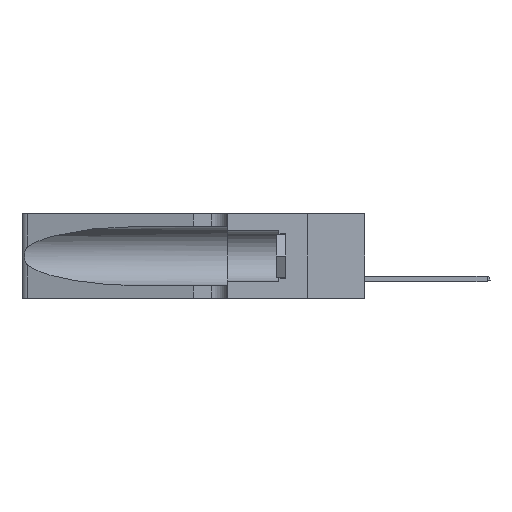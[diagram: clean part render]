
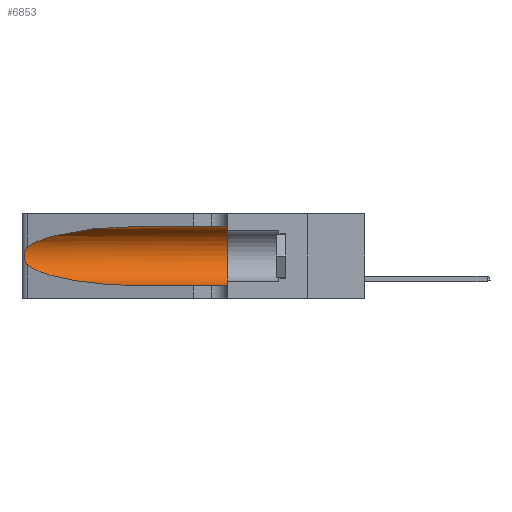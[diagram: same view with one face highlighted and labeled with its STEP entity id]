
A CAD part, left-side view. The second image highlights one B-rep face of the part: STEP entity #6853.
In plain terms, the highlighted cylindrical face has radius 3.308 mm (diameter 6.617 mm), a partial arc.
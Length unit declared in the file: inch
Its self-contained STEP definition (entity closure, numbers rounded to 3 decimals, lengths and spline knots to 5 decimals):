
#271 = DIRECTION ( 'NONE',  ( 0., 1., 0. ) ) ;
#580 = CARTESIAN_POINT ( 'NONE',  ( 0.1305, 0.72297, 0.05475 ) ) ;
#1175 = CARTESIAN_POINT ( 'NONE',  ( 0.25639, 1.23186, 0.15144 ) ) ;
#3105 = CARTESIAN_POINT ( 'NONE',  ( 0.25856, 1.23593, 0.16098 ) ) ;
#3302 = VERTEX_POINT ( 'NONE', #10170 ) ;
#3317 = CARTESIAN_POINT ( 'NONE',  ( 0.18966, 0.96281, 0.05475 ) ) ;
#3476 = AXIS2_PLACEMENT_3D ( 'NONE', #31157, #3558, #27409 ) ;
#3558 = DIRECTION ( 'NONE',  ( 0., -1., 0. ) ) ;
#3787 = DIRECTION ( 'NONE',  ( 0., -1., 0. ) ) ;
#3919 = CARTESIAN_POINT ( 'NONE',  ( 0.1305, 1.61858, 0.31525 ) ) ;
#4715 = EDGE_CURVE ( 'NONE', #9338, #7502, #25370, .T. ) ;
#4787 = CARTESIAN_POINT ( 'NONE',  ( 0.25787, 1.23484, 0.2124 ) ) ;
#5197 = CARTESIAN_POINT ( 'NONE',  ( 0.25639, 1.23184, 0.21858 ) ) ;
#5219 = EDGE_CURVE ( 'NONE', #3302, #20228, #6112, .T. ) ;
#5904 = CARTESIAN_POINT ( 'NONE',  ( 0.2373, 1.15595, 0.28018 ) ) ;
#6112 =( BOUNDED_CURVE ( )  B_SPLINE_CURVE ( 3, ( #21074, #20961, #5904, #30882 ),
 .UNSPECIFIED., .F., .T. ) 
 B_SPLINE_CURVE_WITH_KNOTS ( ( 4, 4 ),
 ( 1.5708, 2.84003 ),
 .UNSPECIFIED. ) 
 CURVE ( )  GEOMETRIC_REPRESENTATION_ITEM ( )  RATIONAL_B_SPLINE_CURVE ( ( 1., 0.87, 0.87, 1. ) ) 
 REPRESENTATION_ITEM ( '' )  );
#6181 = CARTESIAN_POINT ( 'NONE',  ( 0.1305, 1.61858, 0.05475 ) ) ;
#6523 = CARTESIAN_POINT ( 'NONE',  ( 0.1305, 0.35, 0.31525 ) ) ;
#6853 = ADVANCED_FACE ( 'NONE', ( #16460 ), #30242, .F. ) ;
#7502 = VERTEX_POINT ( 'NONE', #17396 ) ;
#7630 = CARTESIAN_POINT ( 'NONE',  ( 0.25555, 1.22994, 0.2215 ) ) ;
#7726 = CARTESIAN_POINT ( 'NONE',  ( 0.26075, 1.23896, 0.178 ) ) ;
#7830 = CARTESIAN_POINT ( 'NONE',  ( 0.26017, 1.23833, 0.17102 ) ) ;
#8569 = ORIENTED_EDGE ( 'NONE', *, *, #29202, .F. ) ;
#9338 = VERTEX_POINT ( 'NONE', #23937 ) ;
#9961 = CARTESIAN_POINT ( 'NONE',  ( 0.25854, 1.2359, 0.20912 ) ) ;
#10030 = ORIENTED_EDGE ( 'NONE', *, *, #19569, .T. ) ;
#10170 = CARTESIAN_POINT ( 'NONE',  ( 0.1305, 0.72297, 0.31525 ) ) ;
#10479 = CARTESIAN_POINT ( 'NONE',  ( 0.25789, 1.23486, 0.15765 ) ) ;
#10701 = VERTEX_POINT ( 'NONE', #6523 ) ;
#10794 = DIRECTION ( 'NONE',  ( 0., -1., 0. ) ) ;
#10816 = CARTESIAN_POINT ( 'NONE',  ( 0.1305, 0.35, 0.185 ) ) ;
#11596 = VECTOR ( 'NONE', #3787, 39.37008 ) ;
#11734 = CIRCLE ( 'NONE', #25109, 0.13025 ) ;
#12683 = CARTESIAN_POINT ( 'NONE',  ( 0.26018, 1.23835, 0.19895 ) ) ;
#12795 = DIRECTION ( 'NONE',  ( 0., 0., 1. ) ) ;
#12961 = B_SPLINE_CURVE_WITH_KNOTS ( 'NONE', 3,
 ( #26890, #7630, #5197, #4787, #9961, #12683, #17694, #7726, #7830, #3105, #10479, #1175, #30585, #29042 ),
 .UNSPECIFIED., .F., .F.,
 ( 4, 2, 2, 2, 2, 2, 4 ),
 ( 0., 0.00027, 0.00053, 0.00107, 0.0016, 0.00187, 0.00214 ),
 .UNSPECIFIED. ) ;
#13689 = LINE ( 'NONE', #3919, #31838 ) ;
#16460 = FACE_OUTER_BOUND ( 'NONE', #19273, .T. ) ;
#16747 = EDGE_CURVE ( 'NONE', #20228, #30308, #12961, .T. ) ;
#17387 = ORIENTED_EDGE ( 'NONE', *, *, #5219, .T. ) ;
#17396 = CARTESIAN_POINT ( 'NONE',  ( 0.1305, 0.35, 0.05475 ) ) ;
#17694 = CARTESIAN_POINT ( 'NONE',  ( 0.26075, 1.23896, 0.19203 ) ) ;
#18112 = CARTESIAN_POINT ( 'NONE',  ( 0.2373, 1.15595, 0.08982 ) ) ;
#19273 = EDGE_LOOP ( 'NONE', ( #17387, #20576, #10030, #24783, #8569, #31627 ) ) ;
#19569 = EDGE_CURVE ( 'NONE', #30308, #9338, #28462, .T. ) ;
#20228 = VERTEX_POINT ( 'NONE', #21571 ) ;
#20576 = ORIENTED_EDGE ( 'NONE', *, *, #16747, .T. ) ;
#20938 = EDGE_CURVE ( 'NONE', #3302, #10701, #13689, .T. ) ;
#20961 = CARTESIAN_POINT ( 'NONE',  ( 0.18966, 0.96281, 0.31525 ) ) ;
#21074 = CARTESIAN_POINT ( 'NONE',  ( 0.1305, 0.72297, 0.31525 ) ) ;
#21571 = CARTESIAN_POINT ( 'NONE',  ( 0.25487, 1.22718, 0.22369 ) ) ;
#23937 = CARTESIAN_POINT ( 'NONE',  ( 0.1305, 0.72297, 0.05475 ) ) ;
#24783 = ORIENTED_EDGE ( 'NONE', *, *, #4715, .T. ) ;
#25109 = AXIS2_PLACEMENT_3D ( 'NONE', #10816, #271, #12795 ) ;
#25370 = LINE ( 'NONE', #6181, #11596 ) ;
#26890 = CARTESIAN_POINT ( 'NONE',  ( 0.25487, 1.22718, 0.22369 ) ) ;
#27409 = DIRECTION ( 'NONE',  ( 0., 0., -1. ) ) ;
#28199 = CARTESIAN_POINT ( 'NONE',  ( 0.25487, 1.22718, 0.14631 ) ) ;
#28462 =( BOUNDED_CURVE ( )  B_SPLINE_CURVE ( 3, ( #31024, #18112, #3317, #580 ),
 .UNSPECIFIED., .F., .F. ) 
 B_SPLINE_CURVE_WITH_KNOTS ( ( 4, 4 ),
 ( 3.44316, 4.71239 ),
 .UNSPECIFIED. ) 
 CURVE ( )  GEOMETRIC_REPRESENTATION_ITEM ( )  RATIONAL_B_SPLINE_CURVE ( ( 1., 0.87, 0.87, 1. ) ) 
 REPRESENTATION_ITEM ( '' )  );
#29042 = CARTESIAN_POINT ( 'NONE',  ( 0.25487, 1.22718, 0.14631 ) ) ;
#29202 = EDGE_CURVE ( 'NONE', #10701, #7502, #11734, .T. ) ;
#30242 = CYLINDRICAL_SURFACE ( 'NONE', #3476, 0.13025 ) ;
#30308 = VERTEX_POINT ( 'NONE', #28199 ) ;
#30585 = CARTESIAN_POINT ( 'NONE',  ( 0.25555, 1.22993, 0.14849 ) ) ;
#30882 = CARTESIAN_POINT ( 'NONE',  ( 0.25487, 1.22718, 0.22369 ) ) ;
#31024 = CARTESIAN_POINT ( 'NONE',  ( 0.25487, 1.22718, 0.14631 ) ) ;
#31157 = CARTESIAN_POINT ( 'NONE',  ( 0.1305, 1.61858, 0.185 ) ) ;
#31627 = ORIENTED_EDGE ( 'NONE', *, *, #20938, .F. ) ;
#31838 = VECTOR ( 'NONE', #10794, 39.37008 ) ;
